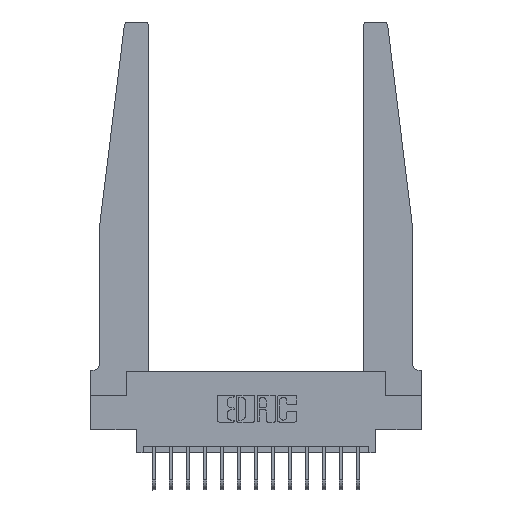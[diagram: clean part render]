
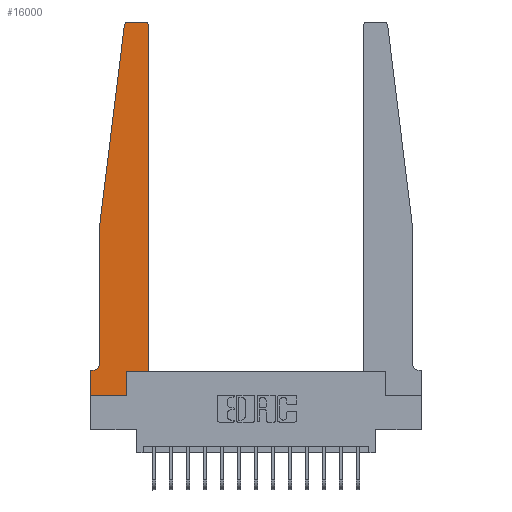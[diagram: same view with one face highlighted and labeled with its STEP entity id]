
A CAD part, top view. The second image highlights one B-rep face of the part: STEP entity #16000.
In plain terms, the highlighted planar face has unit normal (0, 0, 1).
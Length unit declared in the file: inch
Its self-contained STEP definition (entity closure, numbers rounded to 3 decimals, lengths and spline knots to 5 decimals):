
#71 = VECTOR ( 'NONE', #1899, 39.37008 ) ;
#152 = VECTOR ( 'NONE', #7474, 39.37008 ) ;
#324 = CARTESIAN_POINT ( 'NONE',  ( 0., 0., 0.37 ) ) ;
#672 = PLANE ( 'NONE',  #3555 ) ;
#695 = LINE ( 'NONE', #13032, #1607 ) ;
#803 = ORIENTED_EDGE ( 'NONE', *, *, #8460, .T. ) ;
#881 = DIRECTION ( 'NONE',  ( 0., 0., 1. ) ) ;
#1107 = EDGE_CURVE ( 'NONE', #2043, #11358, #11240, .T. ) ;
#1184 = EDGE_CURVE ( 'NONE', #11177, #18259, #16547, .T. ) ;
#1337 = ORIENTED_EDGE ( 'NONE', *, *, #1184, .T. ) ;
#1607 = VECTOR ( 'NONE', #7463, 39.37008 ) ;
#1700 = VERTEX_POINT ( 'NONE', #8054 ) ;
#1899 = DIRECTION ( 'NONE',  ( 0., 1., 0. ) ) ;
#2043 = VERTEX_POINT ( 'NONE', #16363 ) ;
#2388 = EDGE_CURVE ( 'NONE', #6302, #13571, #14348, .T. ) ;
#2541 = LINE ( 'NONE', #324, #11156 ) ;
#2545 = ORIENTED_EDGE ( 'NONE', *, *, #1107, .T. ) ;
#2640 = DIRECTION ( 'NONE',  ( 0., 0., 1. ) ) ;
#2662 = ORIENTED_EDGE ( 'NONE', *, *, #16613, .T. ) ;
#2703 = DIRECTION ( 'NONE',  ( 1., 0., 0. ) ) ;
#2725 = CARTESIAN_POINT ( 'NONE',  ( 0.015, 0.1875, 0.37 ) ) ;
#3030 = DIRECTION ( 'NONE',  ( -1., 0., 0. ) ) ;
#3555 = AXIS2_PLACEMENT_3D ( 'NONE', #3622, #881, #6678 ) ;
#3622 = CARTESIAN_POINT ( 'NONE',  ( 0., 0.1875, 0.37 ) ) ;
#3826 = AXIS2_PLACEMENT_3D ( 'NONE', #14267, #3878, #14320 ) ;
#3878 = DIRECTION ( 'NONE',  ( 0., 0., 1. ) ) ;
#4923 = LINE ( 'NONE', #12030, #152 ) ;
#5032 = EDGE_CURVE ( 'NONE', #1700, #5585, #4923, .T. ) ;
#5128 = DIRECTION ( 'NONE',  ( -0.122, -0.992, 0. ) ) ;
#5425 = VECTOR ( 'NONE', #9460, 39.37008 ) ;
#5585 = VERTEX_POINT ( 'NONE', #14475 ) ;
#5768 = CARTESIAN_POINT ( 'NONE',  ( 0.015, 0.2375, 0.37 ) ) ;
#6057 = DIRECTION ( 'NONE',  ( -1., 0., 0. ) ) ;
#6137 = CARTESIAN_POINT ( 'NONE',  ( 0.27653, 2.75, 0.37 ) ) ;
#6195 = CARTESIAN_POINT ( 'NONE',  ( 0.425, 0.18, 0.37 ) ) ;
#6302 = VERTEX_POINT ( 'NONE', #7859 ) ;
#6556 = LINE ( 'NONE', #17043, #8029 ) ;
#6678 = DIRECTION ( 'NONE',  ( 1., 0., 0. ) ) ;
#6806 = ORIENTED_EDGE ( 'NONE', *, *, #5032, .T. ) ;
#6907 = CARTESIAN_POINT ( 'NONE',  ( 0.395, 2.72, 0.37 ) ) ;
#7463 = DIRECTION ( 'NONE',  ( 0., -1., 0. ) ) ;
#7474 = DIRECTION ( 'NONE',  ( 1., 0., 0. ) ) ;
#7476 = CIRCLE ( 'NONE', #10903, 0.03 ) ;
#7859 = CARTESIAN_POINT ( 'NONE',  ( 0.065, 0.2375, 0.37 ) ) ;
#7916 = CIRCLE ( 'NONE', #3826, 0.03 ) ;
#8029 = VECTOR ( 'NONE', #12639, 39.37008 ) ;
#8054 = CARTESIAN_POINT ( 'NONE',  ( 0., 0., 0.37 ) ) ;
#8162 = ORIENTED_EDGE ( 'NONE', *, *, #18844, .T. ) ;
#8253 = CARTESIAN_POINT ( 'NONE',  ( 0.425, 0.18, 0.37 ) ) ;
#8460 = EDGE_CURVE ( 'NONE', #11358, #11177, #7916, .T. ) ;
#8840 = ORIENTED_EDGE ( 'NONE', *, *, #16994, .T. ) ;
#9460 = DIRECTION ( 'NONE',  ( 1., 0., 0. ) ) ;
#9504 = VERTEX_POINT ( 'NONE', #11182 ) ;
#10323 = VERTEX_POINT ( 'NONE', #8253 ) ;
#10333 = DIRECTION ( 'NONE',  ( -1., 0., 0. ) ) ;
#10903 = AXIS2_PLACEMENT_3D ( 'NONE', #6907, #2640, #2703 ) ;
#11156 = VECTOR ( 'NONE', #11964, 39.37008 ) ;
#11158 = EDGE_LOOP ( 'NONE', ( #2545, #803, #1337, #8162, #14765, #16127, #12044, #6806, #13509, #19090, #8840, #2662 ) ) ;
#11177 = VERTEX_POINT ( 'NONE', #16039 ) ;
#11182 = CARTESIAN_POINT ( 'NONE',  ( 0.2605, 0.18, 0.37 ) ) ;
#11240 = LINE ( 'NONE', #16349, #18327 ) ;
#11358 = VERTEX_POINT ( 'NONE', #6137 ) ;
#11888 = DIRECTION ( 'NONE',  ( 0., 0., -1. ) ) ;
#11964 = DIRECTION ( 'NONE',  ( 0., -1., 0. ) ) ;
#12030 = CARTESIAN_POINT ( 'NONE',  ( 0., 0., 0.37 ) ) ;
#12044 = ORIENTED_EDGE ( 'NONE', *, *, #17762, .T. ) ;
#12460 = EDGE_CURVE ( 'NONE', #9504, #10323, #17970, .T. ) ;
#12639 = DIRECTION ( 'NONE',  ( 0., 1., 0. ) ) ;
#13032 = CARTESIAN_POINT ( 'NONE',  ( 0.065, 1.25, 0.37 ) ) ;
#13104 = VERTEX_POINT ( 'NONE', #17578 ) ;
#13509 = ORIENTED_EDGE ( 'NONE', *, *, #13817, .T. ) ;
#13571 = VERTEX_POINT ( 'NONE', #2725 ) ;
#13817 = EDGE_CURVE ( 'NONE', #5585, #9504, #6556, .T. ) ;
#14132 = CARTESIAN_POINT ( 'NONE',  ( 0.065, 1.25, 0.37 ) ) ;
#14267 = CARTESIAN_POINT ( 'NONE',  ( 0.27653, 2.72, 0.37 ) ) ;
#14320 = DIRECTION ( 'NONE',  ( 1., 0., 0. ) ) ;
#14348 = CIRCLE ( 'NONE', #15851, 0.05 ) ;
#14435 = CARTESIAN_POINT ( 'NONE',  ( 0.425, 2.72, 0.37 ) ) ;
#14475 = CARTESIAN_POINT ( 'NONE',  ( 0.2605, 0., 0.37 ) ) ;
#14662 = VERTEX_POINT ( 'NONE', #14435 ) ;
#14765 = ORIENTED_EDGE ( 'NONE', *, *, #2388, .T. ) ;
#14976 = LINE ( 'NONE', #15326, #15425 ) ;
#15134 = EDGE_CURVE ( 'NONE', #13571, #13104, #14976, .T. ) ;
#15326 = CARTESIAN_POINT ( 'NONE',  ( 0.065, 0.1875, 0.37 ) ) ;
#15425 = VECTOR ( 'NONE', #6057, 39.37008 ) ;
#15427 = CARTESIAN_POINT ( 'NONE',  ( 0.065, 1.25, 0.37 ) ) ;
#15616 = CARTESIAN_POINT ( 'NONE',  ( 0.425, 0.18, 0.37 ) ) ;
#15851 = AXIS2_PLACEMENT_3D ( 'NONE', #5768, #11888, #3030 ) ;
#16000 = ADVANCED_FACE ( 'NONE', ( #17175 ), #672, .T. ) ;
#16039 = CARTESIAN_POINT ( 'NONE',  ( 0.24675, 2.72367, 0.37 ) ) ;
#16097 = VECTOR ( 'NONE', #5128, 39.37008 ) ;
#16127 = ORIENTED_EDGE ( 'NONE', *, *, #15134, .T. ) ;
#16349 = CARTESIAN_POINT ( 'NONE',  ( 0.25, 2.75, 0.37 ) ) ;
#16363 = CARTESIAN_POINT ( 'NONE',  ( 0.395, 2.75, 0.37 ) ) ;
#16547 = LINE ( 'NONE', #14132, #16097 ) ;
#16613 = EDGE_CURVE ( 'NONE', #14662, #2043, #7476, .T. ) ;
#16994 = EDGE_CURVE ( 'NONE', #10323, #14662, #17619, .T. ) ;
#17043 = CARTESIAN_POINT ( 'NONE',  ( 0.2605, 0.18, 0.37 ) ) ;
#17175 = FACE_OUTER_BOUND ( 'NONE', #11158, .T. ) ;
#17578 = CARTESIAN_POINT ( 'NONE',  ( 0., 0.1875, 0.37 ) ) ;
#17619 = LINE ( 'NONE', #6195, #71 ) ;
#17762 = EDGE_CURVE ( 'NONE', #13104, #1700, #2541, .T. ) ;
#17970 = LINE ( 'NONE', #15616, #5425 ) ;
#18259 = VERTEX_POINT ( 'NONE', #15427 ) ;
#18327 = VECTOR ( 'NONE', #10333, 39.37008 ) ;
#18844 = EDGE_CURVE ( 'NONE', #18259, #6302, #695, .T. ) ;
#19090 = ORIENTED_EDGE ( 'NONE', *, *, #12460, .T. ) ;
